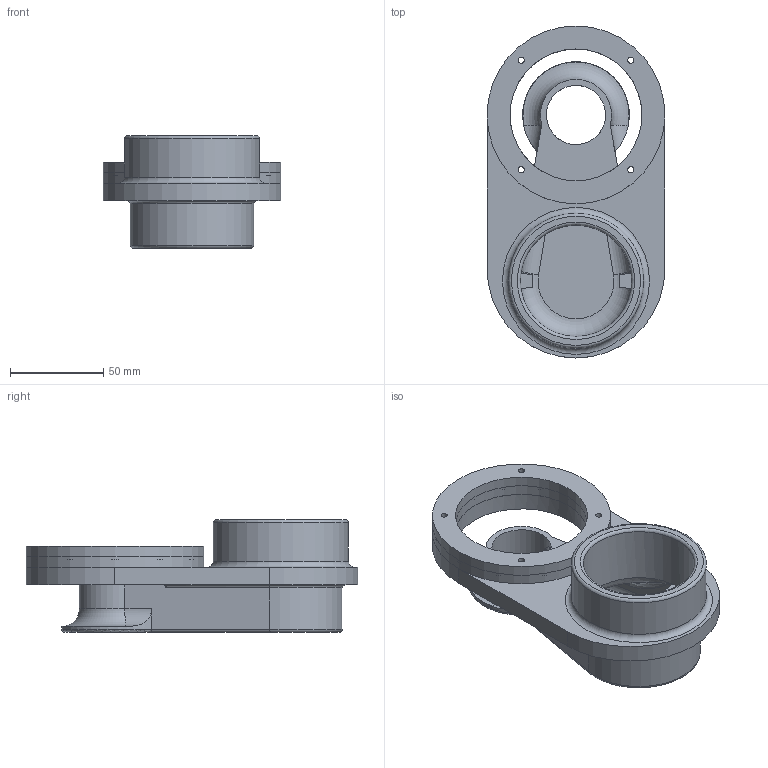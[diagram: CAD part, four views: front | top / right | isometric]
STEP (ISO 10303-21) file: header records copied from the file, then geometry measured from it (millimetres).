
FILE_DESCRIPTION(/* description */ (''),/* implementation_level */ '2;1');
FILE_NAME(/* name */ 'Rev1-dust-collector v11.step',/* time_stamp */ '2022-12-29T08:27:20-05:00',/* author */ (''),/* organization */ (''),/* preprocessor_version */ 'ST-DEVELOPER v19.2',/* originating_system */ 'Autodesk Translation Framework v11.17.0.187',/* authorisation */ '');
FILE_SCHEMA (('AUTOMOTIVE_DESIGN { 1 0 10303 214 3 1 1 }'));
Length unit declared in the file: millimetre
Products named in the file (3): Rev1-dust-collector; magnet holder; magnet spacer
Assembly tree (2 placements, depth 2):
  Rev1-dust-collector
    magnet holder
    magnet spacer
Bounding box: 95.25 x 177.8 x 60.33 mm (x, y, z)
Volume: 200371.7 mm3; surface area: 84655.6 mm2
Topology: 3 solids, 3 shells, 343 faces, 906 edges, 595 vertices
Faces by surface type: bspline 167, plane 110, cylinder 51, torus 15
Full cylindrical faces by diameter (mm): 3.302 x8, 4.826 x4, 12 x12, 31.75 x1, 59.69 x1, 70.612 x3, 72.39 x1, 95.25 x2
Entity records: 12680 total; most frequent: CARTESIAN_POINT 5092, ORIENTED_EDGE 1808, DIRECTION 1056, EDGE_CURVE 904, VERTEX_POINT 595, LINE 430, VECTOR 430, EDGE_LOOP 405
